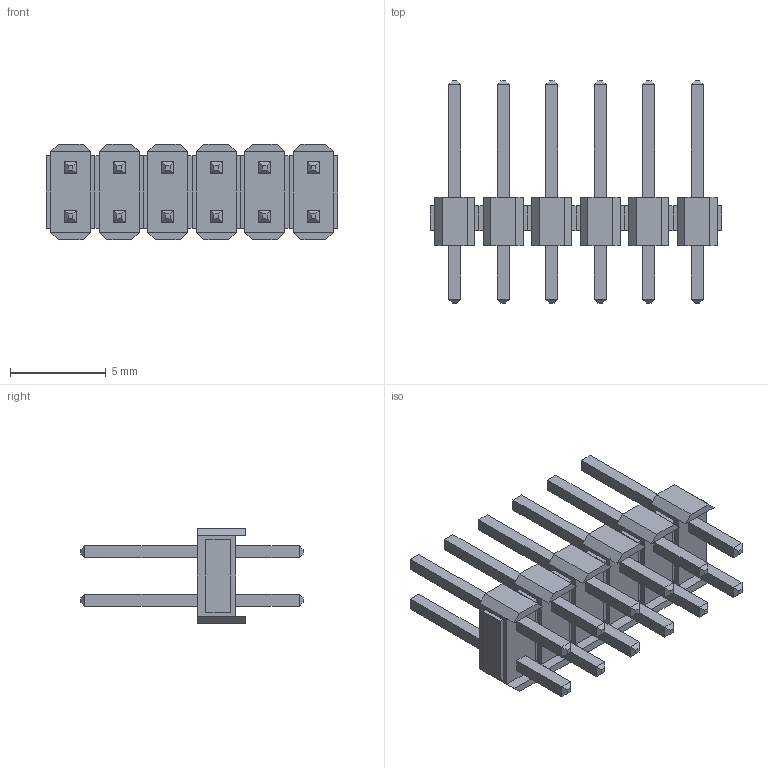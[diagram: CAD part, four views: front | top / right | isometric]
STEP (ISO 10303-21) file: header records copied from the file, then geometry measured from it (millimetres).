
FILE_DESCRIPTION (( 'STEP AP214' ), '1' );
FILE_NAME ('PLD-12.STEP', '2019-06-28T08:51:06', ( '' ), ( '' ), 'SwSTEP 2.0', 'SolidWorks 2018', '' );
FILE_SCHEMA (( 'AUTOMOTIVE_DESIGN' ));
Length unit declared in the file: millimetre
Products named in the file (1): PLD-12
Bounding box: 15.24 x 11.64 x 5 mm (x, y, z)
Volume: 186 mm3; surface area: 625 mm2
Topology: 6 solids, 6 shells, 360 faces, 816 edges, 504 vertices
Faces by surface type: plane 360
Entity records: 13739 total; most frequent: CARTESIAN_POINT 1681, ORIENTED_EDGE 1632, DIRECTION 1538, EDGE_CURVE 816, VECTOR 816, LINE 816, VERTEX_POINT 504, EDGE_LOOP 396
